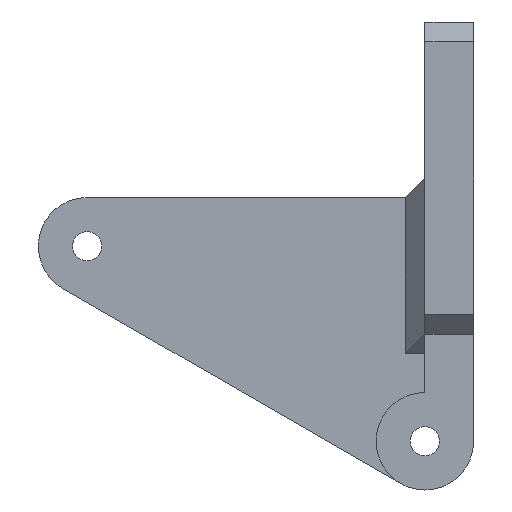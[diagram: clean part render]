
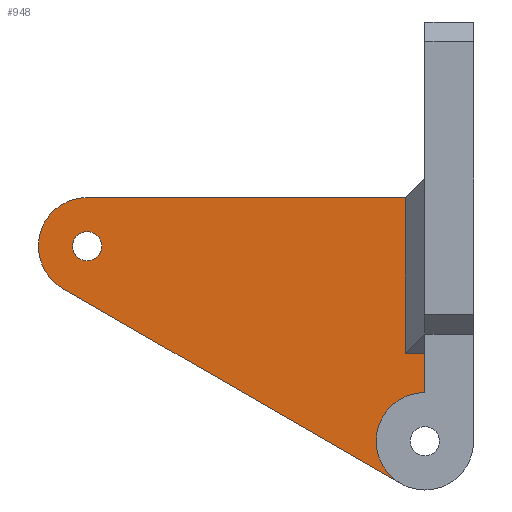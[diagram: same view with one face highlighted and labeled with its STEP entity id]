
A CAD part, left-side view. The second image highlights one B-rep face of the part: STEP entity #948.
In plain terms, the highlighted planar face has unit normal (-1, 0, 0).
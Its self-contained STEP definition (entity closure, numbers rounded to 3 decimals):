
#10 = CARTESIAN_POINT ( 'NONE',  ( 15., 39.641, 0.5 ) ) ;
#106 = AXIS2_PLACEMENT_3D ( 'NONE', #499, #389, #1294 ) ;
#117 = EDGE_CURVE ( 'NONE', #142, #889, #934, .T. ) ;
#125 = ORIENTED_EDGE ( 'NONE', *, *, #1006, .T. ) ;
#132 = CARTESIAN_POINT ( 'NONE',  ( 15., 7., 7. ) ) ;
#142 = VERTEX_POINT ( 'NONE', #1210 ) ;
#162 = ORIENTED_EDGE ( 'NONE', *, *, #1076, .F. ) ;
#202 = CARTESIAN_POINT ( 'NONE',  ( 15., 7.5, -22.33 ) ) ;
#205 = EDGE_CURVE ( 'NONE', #716, #217, #440, .T. ) ;
#209 = CARTESIAN_POINT ( 'NONE',  ( 15., 5., -19.5 ) ) ;
#217 = VERTEX_POINT ( 'NONE', #1362 ) ;
#224 = FACE_BOUND ( 'NONE', #746, .T. ) ;
#230 = VECTOR ( 'NONE', #1188, 1000. ) ;
#234 = ORIENTED_EDGE ( 'NONE', *, *, #1416, .T. ) ;
#239 = ORIENTED_EDGE ( 'NONE', *, *, #1313, .F. ) ;
#242 = CARTESIAN_POINT ( 'NONE',  ( 15., 42.141, -2.33 ) ) ;
#246 = DIRECTION ( 'NONE',  ( 1., 0., 0. ) ) ;
#264 = AXIS2_PLACEMENT_3D ( 'NONE', #301, #951, #1433 ) ;
#274 = VERTEX_POINT ( 'NONE', #242 ) ;
#275 = DIRECTION ( 'NONE',  ( 0., 0., -1. ) ) ;
#282 = DIRECTION ( 'NONE',  ( 1., 0., 0. ) ) ;
#286 = VECTOR ( 'NONE', #405, 1000. ) ;
#291 = VECTOR ( 'NONE', #1458, 1000. ) ;
#298 = VERTEX_POINT ( 'NONE', #132 ) ;
#301 = CARTESIAN_POINT ( 'NONE',  ( 15., 5., -18. ) ) ;
#345 = CIRCLE ( 'NONE', #264, 5. ) ;
#372 = DIRECTION ( 'NONE',  ( 1., 0., 0. ) ) ;
#389 = DIRECTION ( 'NONE',  ( 1., 0., 0. ) ) ;
#392 = CIRCLE ( 'NONE', #658, 1.5 ) ;
#405 = DIRECTION ( 'NONE',  ( 0., 0., -1. ) ) ;
#414 = VERTEX_POINT ( 'NONE', #586 ) ;
#440 = CIRCLE ( 'NONE', #654, 1.5 ) ;
#444 = CARTESIAN_POINT ( 'NONE',  ( 15., 5., -18. ) ) ;
#469 = AXIS2_PLACEMENT_3D ( 'NONE', #1238, #246, #1358 ) ;
#473 = CARTESIAN_POINT ( 'NONE',  ( 15., 0., -9. ) ) ;
#483 = ORIENTED_EDGE ( 'NONE', *, *, #621, .F. ) ;
#489 = ORIENTED_EDGE ( 'NONE', *, *, #1190, .F. ) ;
#499 = CARTESIAN_POINT ( 'NONE',  ( 15., 39.641, 2. ) ) ;
#505 = CARTESIAN_POINT ( 'NONE',  ( 15., 5., -9. ) ) ;
#528 = CIRCLE ( 'NONE', #1426, 5. ) ;
#535 = LINE ( 'NONE', #1029, #286 ) ;
#560 = LINE ( 'NONE', #693, #230 ) ;
#571 = CARTESIAN_POINT ( 'NONE',  ( 15., 5., -23. ) ) ;
#586 = CARTESIAN_POINT ( 'NONE',  ( 15., 0., -18. ) ) ;
#617 = VERTEX_POINT ( 'NONE', #795 ) ;
#618 = DIRECTION ( 'NONE',  ( -1., 0., 0. ) ) ;
#621 = EDGE_CURVE ( 'NONE', #1262, #298, #560, .T. ) ;
#631 = DIRECTION ( 'NONE',  ( 0., 0., 1. ) ) ;
#640 = CARTESIAN_POINT ( 'NONE',  ( 15., 39.641, 2. ) ) ;
#654 = AXIS2_PLACEMENT_3D ( 'NONE', #1497, #618, #870 ) ;
#658 = AXIS2_PLACEMENT_3D ( 'NONE', #1035, #282, #275 ) ;
#680 = VERTEX_POINT ( 'NONE', #202 ) ;
#693 = CARTESIAN_POINT ( 'NONE',  ( 15., 22.321, 7. ) ) ;
#704 = CARTESIAN_POINT ( 'NONE',  ( 15., 39.641, 7. ) ) ;
#716 = VERTEX_POINT ( 'NONE', #10 ) ;
#734 = PLANE ( 'NONE',  #469 ) ;
#746 = EDGE_LOOP ( 'NONE', ( #1124, #1078 ) ) ;
#757 = EDGE_CURVE ( 'NONE', #680, #274, #1258, .T. ) ;
#795 = CARTESIAN_POINT ( 'NONE',  ( 15., 7., -9. ) ) ;
#835 = AXIS2_PLACEMENT_3D ( 'NONE', #640, #1231, #1254 ) ;
#870 = DIRECTION ( 'NONE',  ( 0., 0., 1. ) ) ;
#880 = FACE_OUTER_BOUND ( 'NONE', #1175, .T. ) ;
#889 = VERTEX_POINT ( 'NONE', #209 ) ;
#925 = VERTEX_POINT ( 'NONE', #473 ) ;
#934 = CIRCLE ( 'NONE', #1324, 1.5 ) ;
#939 = CIRCLE ( 'NONE', #106, 5. ) ;
#948 = ADVANCED_FACE ( 'NONE', ( #880, #1595, #224 ), #734, .F. ) ;
#951 = DIRECTION ( 'NONE',  ( 1., 0., 0. ) ) ;
#957 = EDGE_CURVE ( 'NONE', #217, #716, #1506, .T. ) ;
#966 = VECTOR ( 'NONE', #631, 1000. ) ;
#987 = LINE ( 'NONE', #1003, #966 ) ;
#988 = EDGE_CURVE ( 'NONE', #414, #1269, #528, .T. ) ;
#1003 = CARTESIAN_POINT ( 'NONE',  ( 15., 7., -18. ) ) ;
#1006 = EDGE_CURVE ( 'NONE', #617, #298, #987, .T. ) ;
#1029 = CARTESIAN_POINT ( 'NONE',  ( 15., 0., -18. ) ) ;
#1035 = CARTESIAN_POINT ( 'NONE',  ( 15., 5., -18. ) ) ;
#1071 = DIRECTION ( 'NONE',  ( 0., 0., -1. ) ) ;
#1076 = EDGE_CURVE ( 'NONE', #274, #1262, #939, .T. ) ;
#1078 = ORIENTED_EDGE ( 'NONE', *, *, #117, .T. ) ;
#1088 = DIRECTION ( 'NONE',  ( 1., 0., 0. ) ) ;
#1124 = ORIENTED_EDGE ( 'NONE', *, *, #1133, .T. ) ;
#1131 = DIRECTION ( 'NONE',  ( 0., 0., -1. ) ) ;
#1133 = EDGE_CURVE ( 'NONE', #889, #142, #392, .T. ) ;
#1152 = CARTESIAN_POINT ( 'NONE',  ( 15., 7.5, -22.33 ) ) ;
#1175 = EDGE_LOOP ( 'NONE', ( #489, #234, #125, #483, #162, #1366, #239, #1214 ) ) ;
#1188 = DIRECTION ( 'NONE',  ( 0., -1., 0. ) ) ;
#1190 = EDGE_CURVE ( 'NONE', #925, #414, #535, .T. ) ;
#1210 = CARTESIAN_POINT ( 'NONE',  ( 15., 5., -16.5 ) ) ;
#1214 = ORIENTED_EDGE ( 'NONE', *, *, #988, .F. ) ;
#1231 = DIRECTION ( 'NONE',  ( -1., 0., 0. ) ) ;
#1238 = CARTESIAN_POINT ( 'NONE',  ( 15., 5., -18. ) ) ;
#1254 = DIRECTION ( 'NONE',  ( 0., 0., 1. ) ) ;
#1258 = LINE ( 'NONE', #1152, #1532 ) ;
#1262 = VERTEX_POINT ( 'NONE', #704 ) ;
#1269 = VERTEX_POINT ( 'NONE', #571 ) ;
#1294 = DIRECTION ( 'NONE',  ( 0., 0., -1. ) ) ;
#1299 = ORIENTED_EDGE ( 'NONE', *, *, #205, .F. ) ;
#1313 = EDGE_CURVE ( 'NONE', #1269, #680, #345, .T. ) ;
#1324 = AXIS2_PLACEMENT_3D ( 'NONE', #444, #1088, #1071 ) ;
#1358 = DIRECTION ( 'NONE',  ( 0., 0., -1. ) ) ;
#1362 = CARTESIAN_POINT ( 'NONE',  ( 15., 39.641, 3.5 ) ) ;
#1366 = ORIENTED_EDGE ( 'NONE', *, *, #757, .F. ) ;
#1411 = ORIENTED_EDGE ( 'NONE', *, *, #957, .F. ) ;
#1416 = EDGE_CURVE ( 'NONE', #925, #617, #1593, .T. ) ;
#1426 = AXIS2_PLACEMENT_3D ( 'NONE', #1603, #372, #1131 ) ;
#1433 = DIRECTION ( 'NONE',  ( 0., 0., -1. ) ) ;
#1458 = DIRECTION ( 'NONE',  ( 0., 1., 0. ) ) ;
#1497 = CARTESIAN_POINT ( 'NONE',  ( 15., 39.641, 2. ) ) ;
#1506 = CIRCLE ( 'NONE', #835, 1.5 ) ;
#1523 = DIRECTION ( 'NONE',  ( 0., 0.866, 0.5 ) ) ;
#1532 = VECTOR ( 'NONE', #1523, 1000. ) ;
#1542 = EDGE_LOOP ( 'NONE', ( #1411, #1299 ) ) ;
#1593 = LINE ( 'NONE', #505, #291 ) ;
#1595 = FACE_BOUND ( 'NONE', #1542, .T. ) ;
#1603 = CARTESIAN_POINT ( 'NONE',  ( 15., 5., -18. ) ) ;
